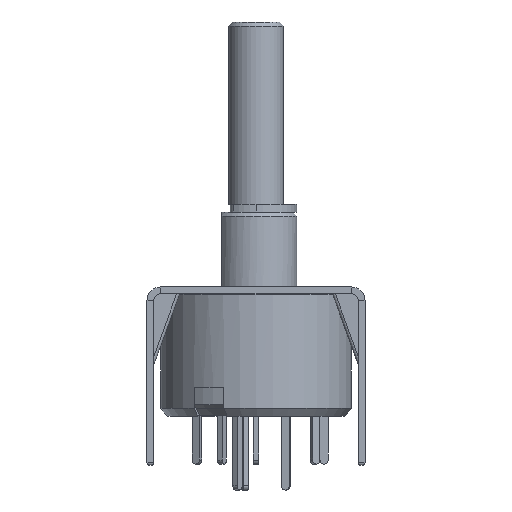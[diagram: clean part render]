
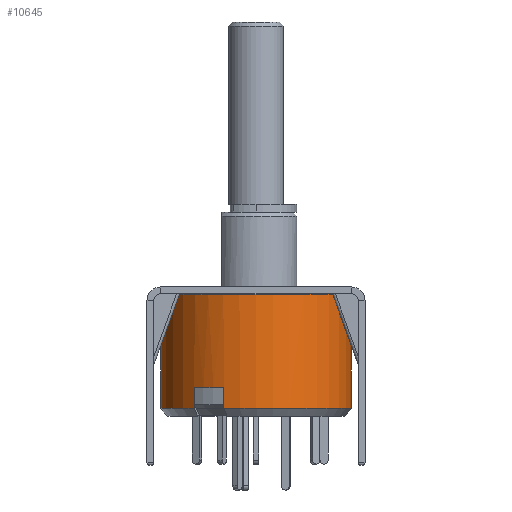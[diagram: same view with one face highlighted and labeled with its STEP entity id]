
A CAD part, front view. The second image highlights one B-rep face of the part: STEP entity #10645.
In plain terms, the highlighted cylindrical face has radius 7 mm (diameter 14 mm), a partial arc.
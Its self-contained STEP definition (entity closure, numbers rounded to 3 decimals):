
#223 = CARTESIAN_POINT ( 'NONE',  ( 0., 0., 9. ) ) ;
#293 = VERTEX_POINT ( 'NONE', #3218 ) ;
#325 = CARTESIAN_POINT ( 'NONE',  ( 0., 0., -7.4 ) ) ;
#618 = CARTESIAN_POINT ( 'NONE',  ( -2.361, -6.59, -7.4 ) ) ;
#722 = DIRECTION ( 'NONE',  ( 0., 0., -1. ) ) ;
#736 = LINE ( 'NONE', #2579, #7353 ) ;
#790 = CARTESIAN_POINT ( 'NONE',  ( 0., 0., 0.95 ) ) ;
#1034 = DIRECTION ( 'NONE',  ( -1., 0., 0. ) ) ;
#1333 = CARTESIAN_POINT ( 'NONE',  ( -4.526, -5.34, 9. ) ) ;
#1461 = CARTESIAN_POINT ( 'NONE',  ( -2.361, -6.59, -5.9 ) ) ;
#1549 = EDGE_CURVE ( 'NONE', #293, #12582, #5914, .T. ) ;
#1729 = DIRECTION ( 'NONE',  ( 0., 0., 1. ) ) ;
#1941 = EDGE_CURVE ( 'NONE', #5762, #4230, #11536, .T. ) ;
#2579 = CARTESIAN_POINT ( 'NONE',  ( -7., 0., 9. ) ) ;
#2679 = VECTOR ( 'NONE', #5401, 1000. ) ;
#2722 = ORIENTED_EDGE ( 'NONE', *, *, #5269, .F. ) ;
#2810 = AXIS2_PLACEMENT_3D ( 'NONE', #325, #7492, #5444 ) ;
#2995 = DIRECTION ( 'NONE',  ( 0., 0., 1. ) ) ;
#3070 = EDGE_CURVE ( 'NONE', #5338, #4230, #12966, .T. ) ;
#3218 = CARTESIAN_POINT ( 'NONE',  ( -4.526, -5.34, -7.4 ) ) ;
#3874 = ORIENTED_EDGE ( 'NONE', *, *, #3070, .F. ) ;
#4048 = DIRECTION ( 'NONE',  ( 0., 0., -1. ) ) ;
#4230 = VERTEX_POINT ( 'NONE', #618 ) ;
#4368 = ORIENTED_EDGE ( 'NONE', *, *, #9850, .T. ) ;
#4931 = VERTEX_POINT ( 'NONE', #5945 ) ;
#5229 = CIRCLE ( 'NONE', #10270, 7. ) ;
#5269 = EDGE_CURVE ( 'NONE', #293, #4931, #11479, .T. ) ;
#5338 = VERTEX_POINT ( 'NONE', #8772 ) ;
#5401 = DIRECTION ( 'NONE',  ( 0., 0., -1. ) ) ;
#5444 = DIRECTION ( 'NONE',  ( 1., 0., 0. ) ) ;
#5488 = ORIENTED_EDGE ( 'NONE', *, *, #10729, .T. ) ;
#5762 = VERTEX_POINT ( 'NONE', #1461 ) ;
#5778 = DIRECTION ( 'NONE',  ( 1., 0., 0. ) ) ;
#5854 = EDGE_LOOP ( 'NONE', ( #8494, #7462, #4368, #2722, #10225, #5488, #13076, #3874 ) ) ;
#5914 = LINE ( 'NONE', #1333, #6706 ) ;
#5945 = CARTESIAN_POINT ( 'NONE',  ( -7., 0., -7.4 ) ) ;
#6082 = CARTESIAN_POINT ( 'NONE',  ( -2.361, -6.59, 9. ) ) ;
#6405 = EDGE_CURVE ( 'NONE', #6610, #5338, #9349, .T. ) ;
#6610 = VERTEX_POINT ( 'NONE', #13146 ) ;
#6706 = VECTOR ( 'NONE', #1729, 1000. ) ;
#7008 = DIRECTION ( 'NONE',  ( 0., 0., -1. ) ) ;
#7353 = VECTOR ( 'NONE', #8625, 1000. ) ;
#7462 = ORIENTED_EDGE ( 'NONE', *, *, #11922, .T. ) ;
#7492 = DIRECTION ( 'NONE',  ( 0., 0., -1. ) ) ;
#7870 = VERTEX_POINT ( 'NONE', #8163 ) ;
#7873 = CARTESIAN_POINT ( 'NONE',  ( 0., 0., -7.4 ) ) ;
#8095 = CARTESIAN_POINT ( 'NONE',  ( 0., 0., -5.9 ) ) ;
#8163 = CARTESIAN_POINT ( 'NONE',  ( -7., 0., 0.95 ) ) ;
#8494 = ORIENTED_EDGE ( 'NONE', *, *, #6405, .F. ) ;
#8590 = CIRCLE ( 'NONE', #9455, 7. ) ;
#8625 = DIRECTION ( 'NONE',  ( 0., 0., -1. ) ) ;
#8772 = CARTESIAN_POINT ( 'NONE',  ( 7., 0., -7.4 ) ) ;
#9349 = LINE ( 'NONE', #10945, #11470 ) ;
#9455 = AXIS2_PLACEMENT_3D ( 'NONE', #8095, #2995, #10171 ) ;
#9775 = CARTESIAN_POINT ( 'NONE',  ( -4.526, -5.34, -5.9 ) ) ;
#9850 = EDGE_CURVE ( 'NONE', #7870, #4931, #736, .T. ) ;
#9900 = FACE_OUTER_BOUND ( 'NONE', #5854, .T. ) ;
#10025 = DIRECTION ( 'NONE',  ( 0., 0., -1. ) ) ;
#10166 = AXIS2_PLACEMENT_3D ( 'NONE', #223, #4048, #1034 ) ;
#10171 = DIRECTION ( 'NONE',  ( -1., 0., 0. ) ) ;
#10225 = ORIENTED_EDGE ( 'NONE', *, *, #1549, .T. ) ;
#10270 = AXIS2_PLACEMENT_3D ( 'NONE', #790, #7008, #11155 ) ;
#10645 = ADVANCED_FACE ( 'NONE', ( #9900 ), #12603, .T. ) ;
#10729 = EDGE_CURVE ( 'NONE', #12582, #5762, #8590, .T. ) ;
#10945 = CARTESIAN_POINT ( 'NONE',  ( 7., 0., 9. ) ) ;
#11155 = DIRECTION ( 'NONE',  ( -1., 0., 0. ) ) ;
#11470 = VECTOR ( 'NONE', #722, 1000. ) ;
#11479 = CIRCLE ( 'NONE', #2810, 7. ) ;
#11536 = LINE ( 'NONE', #6082, #2679 ) ;
#11922 = EDGE_CURVE ( 'NONE', #6610, #7870, #5229, .T. ) ;
#12582 = VERTEX_POINT ( 'NONE', #9775 ) ;
#12603 = CYLINDRICAL_SURFACE ( 'NONE', #10166, 7. ) ;
#12694 = AXIS2_PLACEMENT_3D ( 'NONE', #7873, #10025, #5778 ) ;
#12966 = CIRCLE ( 'NONE', #12694, 7. ) ;
#13076 = ORIENTED_EDGE ( 'NONE', *, *, #1941, .T. ) ;
#13146 = CARTESIAN_POINT ( 'NONE',  ( 7., 0., 0.95 ) ) ;
